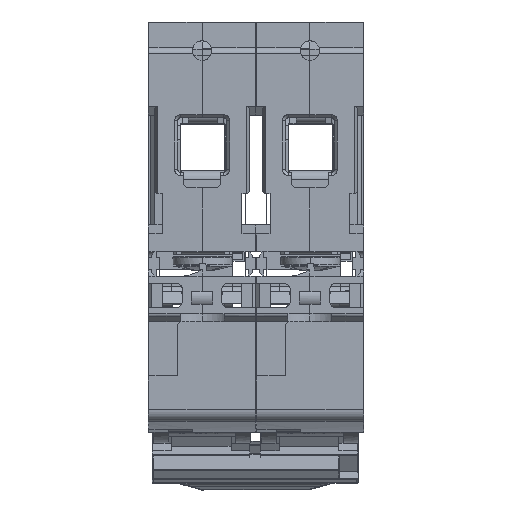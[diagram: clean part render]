
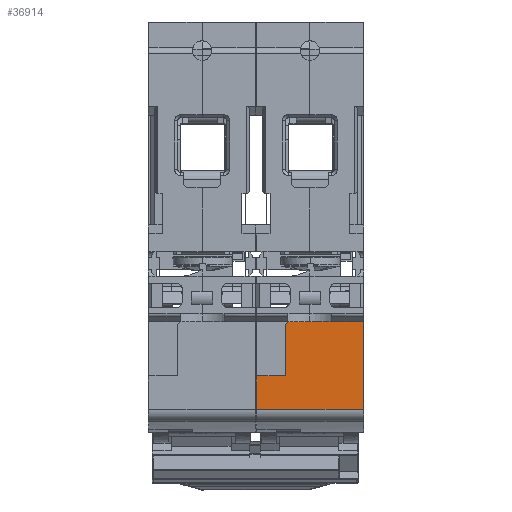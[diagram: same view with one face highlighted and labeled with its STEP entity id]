
A CAD part, left-side view. The second image highlights one B-rep face of the part: STEP entity #36914.
In plain terms, the highlighted planar face has unit normal (-1, 0, 0).
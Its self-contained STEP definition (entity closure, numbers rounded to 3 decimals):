
#926 = FACE_OUTER_BOUND ( 'NONE', #17827, .T. ) ;
#4727 = VERTEX_POINT ( 'NONE', #67524 ) ;
#4743 = ORIENTED_EDGE ( 'NONE', *, *, #52887, .T. ) ;
#6161 = CARTESIAN_POINT ( 'NONE',  ( -22.5, -12.25, -24.9 ) ) ;
#7546 = VECTOR ( 'NONE', #62255, 1000. ) ;
#8259 = CARTESIAN_POINT ( 'NONE',  ( -22.5, -12.25, -24.6 ) ) ;
#8930 = EDGE_CURVE ( 'NONE', #92202, #4727, #52917, .T. ) ;
#10809 = VERTEX_POINT ( 'NONE', #34501 ) ;
#14578 = CARTESIAN_POINT ( 'NONE',  ( -22.5, -8.95, -33.5 ) ) ;
#15007 = ORIENTED_EDGE ( 'NONE', *, *, #27894, .T. ) ;
#17653 = EDGE_CURVE ( 'NONE', #4727, #84818, #82080, .T. ) ;
#17827 = EDGE_LOOP ( 'NONE', ( #53521, #33113, #32936, #72612, #68246, #4743, #15007, #51180 ) ) ;
#18820 = VECTOR ( 'NONE', #61832, 1000. ) ;
#19456 = DIRECTION ( 'NONE',  ( 0., 0., -1. ) ) ;
#19781 = CARTESIAN_POINT ( 'NONE',  ( -22.5, -26.45, -41.34 ) ) ;
#20047 = CARTESIAN_POINT ( 'NONE',  ( -22.5, -17.7, -24.6 ) ) ;
#22294 = VERTEX_POINT ( 'NONE', #20047 ) ;
#25477 = LINE ( 'NONE', #44183, #7546 ) ;
#27894 = EDGE_CURVE ( 'NONE', #78548, #33525, #32629, .T. ) ;
#29526 = DIRECTION ( 'NONE',  ( 0., 0., 1. ) ) ;
#32629 = LINE ( 'NONE', #87626, #60258 ) ;
#32936 = ORIENTED_EDGE ( 'NONE', *, *, #36532, .T. ) ;
#33113 = ORIENTED_EDGE ( 'NONE', *, *, #81970, .T. ) ;
#33525 = VERTEX_POINT ( 'NONE', #52906 ) ;
#34241 = CARTESIAN_POINT ( 'NONE',  ( -22.5, -13.7, -33.5 ) ) ;
#34501 = CARTESIAN_POINT ( 'NONE',  ( -22.5, -26.45, -39.008 ) ) ;
#34570 = DIRECTION ( 'NONE',  ( 0., 0.707, -0.707 ) ) ;
#36532 = EDGE_CURVE ( 'NONE', #22294, #92202, #84693, .T. ) ;
#36914 = ADVANCED_FACE ( 'NONE', ( #926 ), #66763, .T. ) ;
#38336 = DIRECTION ( 'NONE',  ( 0., 1., 0. ) ) ;
#38561 = LINE ( 'NONE', #47403, #97233 ) ;
#40649 = DIRECTION ( 'NONE',  ( 0., 1., 0. ) ) ;
#41768 = DIRECTION ( 'NONE',  ( 0., 0., -1. ) ) ;
#44183 = CARTESIAN_POINT ( 'NONE',  ( -22.5, -12.25, -33.5 ) ) ;
#44592 = DIRECTION ( 'NONE',  ( -1., 0., 0. ) ) ;
#47403 = CARTESIAN_POINT ( 'NONE',  ( -22.5, -12.25, -24.6 ) ) ;
#50404 = VECTOR ( 'NONE', #40649, 1000. ) ;
#51180 = ORIENTED_EDGE ( 'NONE', *, *, #77567, .F. ) ;
#52633 = DIRECTION ( 'NONE',  ( 0., 0., -1. ) ) ;
#52887 = EDGE_CURVE ( 'NONE', #84818, #78548, #25477, .T. ) ;
#52906 = CARTESIAN_POINT ( 'NONE',  ( -22.5, -8.95, -39.008 ) ) ;
#52917 = LINE ( 'NONE', #80090, #66086 ) ;
#53521 = ORIENTED_EDGE ( 'NONE', *, *, #70874, .F. ) ;
#60258 = VECTOR ( 'NONE', #41768, 1000. ) ;
#61832 = DIRECTION ( 'NONE',  ( 0., 1., 0. ) ) ;
#62255 = DIRECTION ( 'NONE',  ( 0., 1., 0. ) ) ;
#63512 = VECTOR ( 'NONE', #19456, 1000. ) ;
#64191 = CARTESIAN_POINT ( 'NONE',  ( -22.5, -26.45, -24.6 ) ) ;
#66086 = VECTOR ( 'NONE', #34570, 1000. ) ;
#66763 = PLANE ( 'NONE',  #78977 ) ;
#67524 = CARTESIAN_POINT ( 'NONE',  ( -22.5, -13.7, -25.1 ) ) ;
#68246 = ORIENTED_EDGE ( 'NONE', *, *, #17653, .T. ) ;
#68405 = LINE ( 'NONE', #78484, #50404 ) ;
#70874 = EDGE_CURVE ( 'NONE', #83984, #10809, #79002, .T. ) ;
#72612 = ORIENTED_EDGE ( 'NONE', *, *, #8930, .T. ) ;
#77567 = EDGE_CURVE ( 'NONE', #10809, #33525, #68405, .T. ) ;
#78484 = CARTESIAN_POINT ( 'NONE',  ( -22.5, -26.731, -39.008 ) ) ;
#78548 = VERTEX_POINT ( 'NONE', #14578 ) ;
#78977 = AXIS2_PLACEMENT_3D ( 'NONE', #6161, #44592, #29526 ) ;
#79002 = LINE ( 'NONE', #19781, #63512 ) ;
#80090 = CARTESIAN_POINT ( 'NONE',  ( -22.5, -14.2, -24.6 ) ) ;
#81970 = EDGE_CURVE ( 'NONE', #83984, #22294, #38561, .T. ) ;
#82080 = LINE ( 'NONE', #83395, #92829 ) ;
#83395 = CARTESIAN_POINT ( 'NONE',  ( -22.5, -13.7, -24.9 ) ) ;
#83984 = VERTEX_POINT ( 'NONE', #64191 ) ;
#84693 = LINE ( 'NONE', #8259, #18820 ) ;
#84818 = VERTEX_POINT ( 'NONE', #34241 ) ;
#85855 = CARTESIAN_POINT ( 'NONE',  ( -22.5, -14.2, -24.6 ) ) ;
#87626 = CARTESIAN_POINT ( 'NONE',  ( -22.5, -8.95, -24.9 ) ) ;
#92202 = VERTEX_POINT ( 'NONE', #85855 ) ;
#92829 = VECTOR ( 'NONE', #52633, 1000. ) ;
#97233 = VECTOR ( 'NONE', #38336, 1000. ) ;
